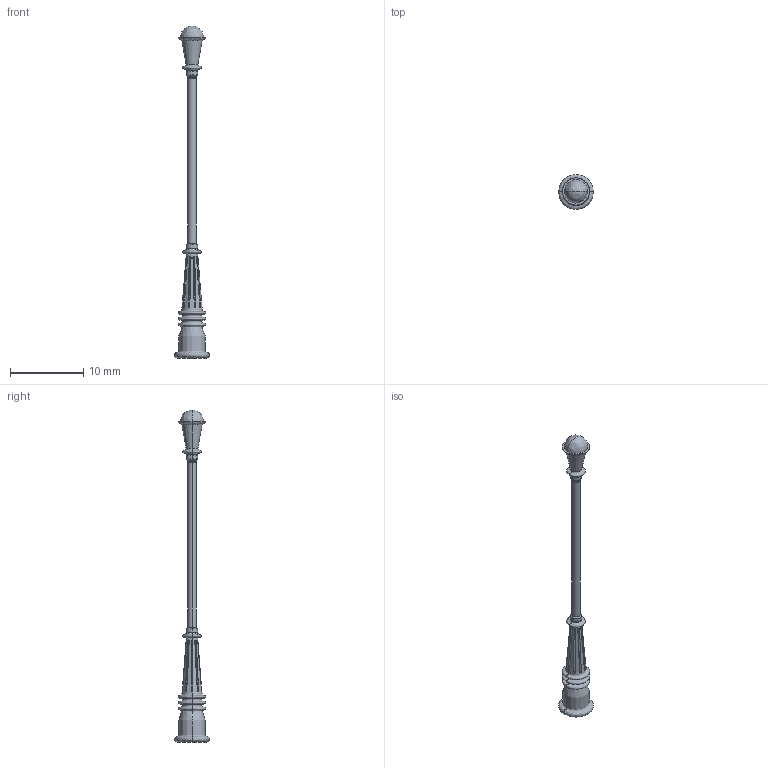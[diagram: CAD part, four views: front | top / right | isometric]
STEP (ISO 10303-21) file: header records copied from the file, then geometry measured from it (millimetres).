
FILE_DESCRIPTION(/* description */ (''),/* implementation_level */ '2;1');
FILE_NAME(/* name */ 'scale decorative lamp post v1',/* time_stamp */ '2025-04-16T17:00:41-04:00',/* author */ (''),/* organization */ (''),/* preprocessor_version */ 'ST-DEVELOPER v19.2',/* originating_system */ 'Rhino 8.18',/* authorisation */ '');
FILE_SCHEMA (('CONFIG_CONTROL_DESIGN'));
Length unit declared in the file: inch
Products named in the file (1): Document
Bounding box: 4.76 x 4.76 x 45.28 mm (x, y, z)
Volume: 130.5 mm3; surface area: 354.9 mm2
Topology: 3 solids, 3 shells, 83 faces, 209 edges, 109 vertices
Faces by surface type: bspline 50, cylinder 23, plane 10
Entity records: 6038 total; most frequent: CARTESIAN_POINT 4444, ORIENTED_EDGE 354, DIRECTION 209, EDGE_CURVE 177, AXIS2_PLACEMENT_3D 121, VERTEX_POINT 109, EDGE_LOOP 92, TRIMMED_CURVE 86
